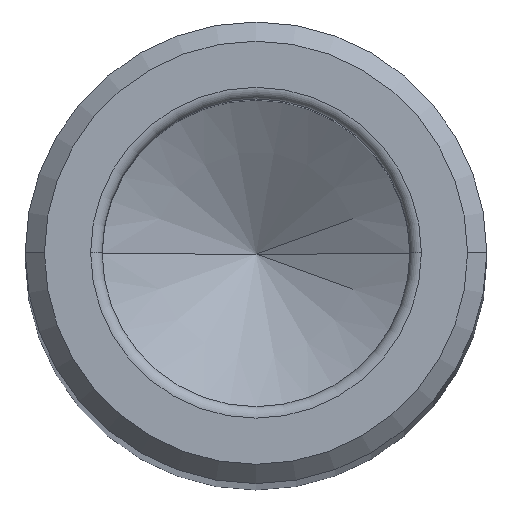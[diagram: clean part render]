
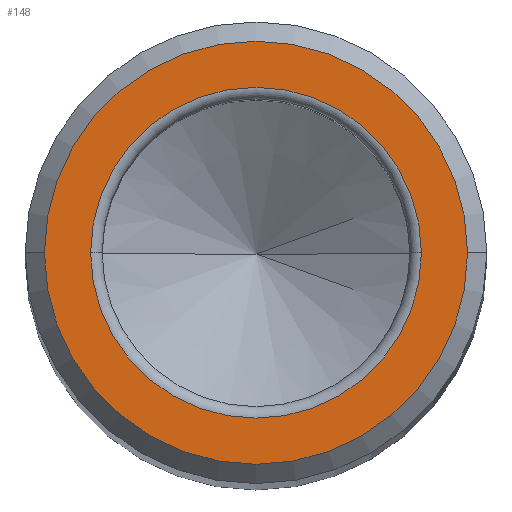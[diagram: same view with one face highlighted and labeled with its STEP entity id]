
A CAD part, top view. The second image highlights one B-rep face of the part: STEP entity #148.
In plain terms, the highlighted planar face has unit normal (0, 0, 1).
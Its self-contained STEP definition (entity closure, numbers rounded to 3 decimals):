
#3 = AXIS2_PLACEMENT_3D ( 'NONE', #6, #13, #397 ) ;
#5 = PLANE ( 'NONE',  #262 ) ;
#6 = CARTESIAN_POINT ( 'NONE',  ( 0., 0., 0. ) ) ;
#9 = ORIENTED_EDGE ( 'NONE', *, *, #92, .T. ) ;
#10 = CIRCLE ( 'NONE', #376, 5.5 ) ;
#13 = DIRECTION ( 'NONE',  ( 0., 0., -1. ) ) ;
#19 = CARTESIAN_POINT ( 'NONE',  ( -4.3, 0., 0. ) ) ;
#54 = CARTESIAN_POINT ( 'NONE',  ( 5.5, 0., 0. ) ) ;
#64 = VERTEX_POINT ( 'NONE', #101 ) ;
#83 = EDGE_CURVE ( 'NONE', #573, #595, #10, .T. ) ;
#92 = EDGE_CURVE ( 'NONE', #64, #510, #159, .T. ) ;
#93 = DIRECTION ( 'NONE',  ( 0., 0., -1. ) ) ;
#101 = CARTESIAN_POINT ( 'NONE',  ( 4.3, 0., 0. ) ) ;
#123 = ORIENTED_EDGE ( 'NONE', *, *, #367, .T. ) ;
#127 = CARTESIAN_POINT ( 'NONE',  ( 0., 0., 0. ) ) ;
#148 = ADVANCED_FACE ( 'NONE', ( #499, #256 ), #5, .T. ) ;
#159 = CIRCLE ( 'NONE', #400, 4.3 ) ;
#192 = DIRECTION ( 'NONE',  ( 0., 0., 1. ) ) ;
#204 = DIRECTION ( 'NONE',  ( 0., 0., 1. ) ) ;
#256 = FACE_OUTER_BOUND ( 'NONE', #544, .T. ) ;
#262 = AXIS2_PLACEMENT_3D ( 'NONE', #396, #204, #368 ) ;
#334 = ORIENTED_EDGE ( 'NONE', *, *, #83, .T. ) ;
#346 = CARTESIAN_POINT ( 'NONE',  ( 0., 0., 0. ) ) ;
#367 = EDGE_CURVE ( 'NONE', #595, #573, #592, .T. ) ;
#368 = DIRECTION ( 'NONE',  ( 1., 0., 0. ) ) ;
#376 = AXIS2_PLACEMENT_3D ( 'NONE', #346, #192, #578 ) ;
#390 = DIRECTION ( 'NONE',  ( 1., 0., 0. ) ) ;
#395 = EDGE_LOOP ( 'NONE', ( #9, #463 ) ) ;
#396 = CARTESIAN_POINT ( 'NONE',  ( 0., 0., 0. ) ) ;
#397 = DIRECTION ( 'NONE',  ( 1., 0., 0. ) ) ;
#400 = AXIS2_PLACEMENT_3D ( 'NONE', #535, #93, #390 ) ;
#416 = DIRECTION ( 'NONE',  ( 1., 0., 0. ) ) ;
#463 = ORIENTED_EDGE ( 'NONE', *, *, #599, .T. ) ;
#499 = FACE_BOUND ( 'NONE', #395, .T. ) ;
#510 = VERTEX_POINT ( 'NONE', #19 ) ;
#535 = CARTESIAN_POINT ( 'NONE',  ( 0., 0., 0. ) ) ;
#544 = EDGE_LOOP ( 'NONE', ( #334, #123 ) ) ;
#571 = DIRECTION ( 'NONE',  ( 0., 0., 1. ) ) ;
#573 = VERTEX_POINT ( 'NONE', #589 ) ;
#577 = AXIS2_PLACEMENT_3D ( 'NONE', #127, #571, #416 ) ;
#578 = DIRECTION ( 'NONE',  ( 1., 0., 0. ) ) ;
#589 = CARTESIAN_POINT ( 'NONE',  ( -5.5, 0., 0. ) ) ;
#592 = CIRCLE ( 'NONE', #577, 5.5 ) ;
#595 = VERTEX_POINT ( 'NONE', #54 ) ;
#599 = EDGE_CURVE ( 'NONE', #510, #64, #608, .T. ) ;
#608 = CIRCLE ( 'NONE', #3, 4.3 ) ;
